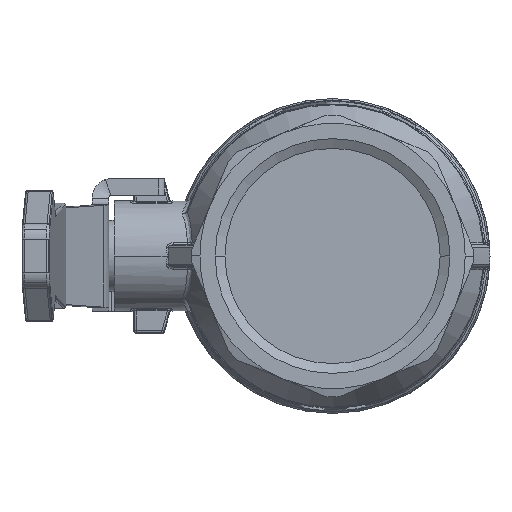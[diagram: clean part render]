
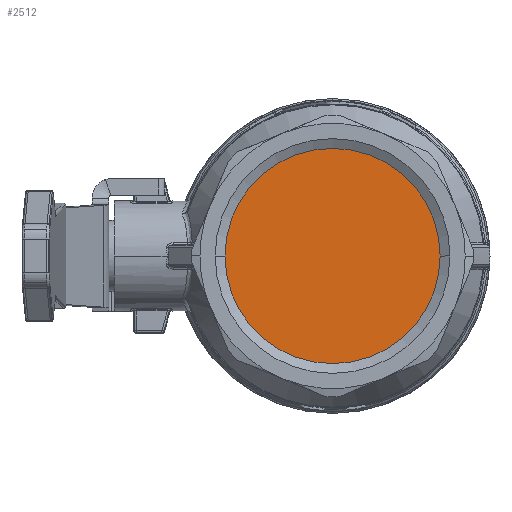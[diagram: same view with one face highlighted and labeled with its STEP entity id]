
A CAD part, left-side view. The second image highlights one B-rep face of the part: STEP entity #2512.
In plain terms, the highlighted planar face has unit normal (-1, 0, 0).
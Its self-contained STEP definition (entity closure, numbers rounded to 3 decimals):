
#2512=ADVANCED_FACE('',(#5581),#5582,.F.);
#5581=FACE_OUTER_BOUND('',#11212,.T.);
#5582=PLANE('',#11213);
#11212=EDGE_LOOP('',(#19984,#19985));
#11213=AXIS2_PLACEMENT_3D('',#19986,#19987,#19988);
#19984=ORIENTED_EDGE('',*,*,#24620,.T.);
#19985=ORIENTED_EDGE('',*,*,#26864,.T.);
#19986=CARTESIAN_POINT('',(-24.5,17.238,0.0));
#19987=DIRECTION('',(1.0,0.0,0.0));
#19988=DIRECTION('',(0.0,1.0,-0.0));
#24620=EDGE_CURVE('',#29035,#29039,#29041,.T.);
#26864=EDGE_CURVE('',#29039,#29035,#32327,.T.);
#29035=VERTEX_POINT('',#35459);
#29039=VERTEX_POINT('',#35464);
#29041=CIRCLE('',#35467,19.476);
#32327=CIRCLE('',#43626,19.476);
#35459=CARTESIAN_POINT('',(-24.5,19.476,0.0));
#35464=CARTESIAN_POINT('',(-24.5,-19.476,0.));
#35467=AXIS2_PLACEMENT_3D('',#48766,#48767,#48768);
#43626=AXIS2_PLACEMENT_3D('',#50933,#50934,#50935);
#48766=CARTESIAN_POINT('',(-24.5,0.0,0.0));
#48767=DIRECTION('',(-1.0,0.0,0.0));
#48768=DIRECTION('',(0.0,1.0,0.0));
#50933=CARTESIAN_POINT('',(-24.5,0.0,0.0));
#50934=DIRECTION('',(-1.0,0.0,0.0));
#50935=DIRECTION('',(0.0,1.0,0.0));
